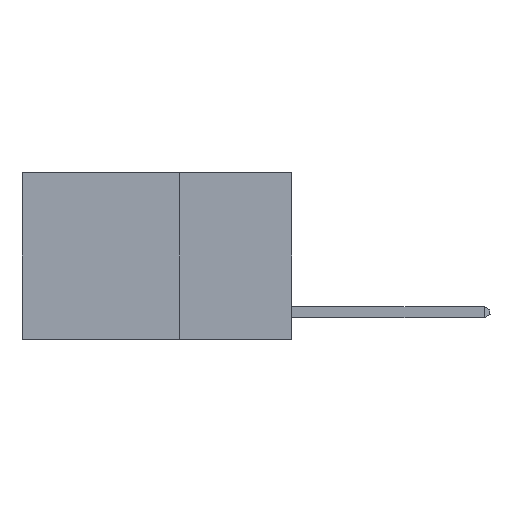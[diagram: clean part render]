
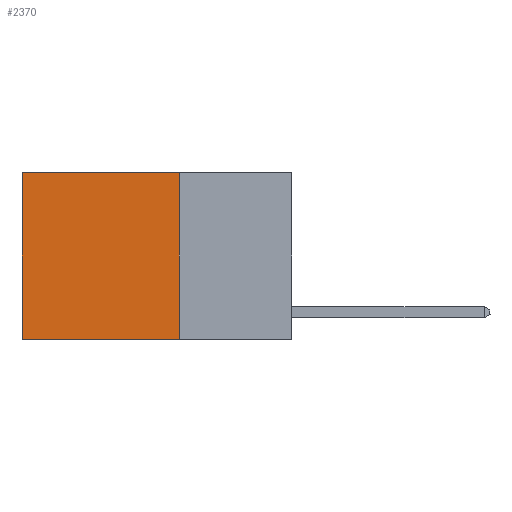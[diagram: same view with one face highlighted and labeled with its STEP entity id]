
A CAD part, left-side view. The second image highlights one B-rep face of the part: STEP entity #2370.
In plain terms, the highlighted planar face has unit normal (-1, 0, 0).
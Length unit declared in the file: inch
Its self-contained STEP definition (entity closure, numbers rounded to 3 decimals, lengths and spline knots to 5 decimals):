
#9 = DIRECTION ( 'NONE',  ( 0., 0., -1. ) ) ;
#1224 = CARTESIAN_POINT ( 'NONE',  ( 0.2625, 0.25, 0. ) ) ;
#2051 = CARTESIAN_POINT ( 'NONE',  ( 0.2625, 0.25, 0. ) ) ;
#2060 = VERTEX_POINT ( 'NONE', #2538 ) ;
#2370 = ADVANCED_FACE ( 'NONE', ( #4094 ), #6250, .F. ) ;
#2538 = CARTESIAN_POINT ( 'NONE',  ( 0.2625, 0.6, -0.37 ) ) ;
#3511 = VERTEX_POINT ( 'NONE', #5672 ) ;
#3543 = EDGE_LOOP ( 'NONE', ( #7280, #8984, #11697, #6572 ) ) ;
#3605 = AXIS2_PLACEMENT_3D ( 'NONE', #2051, #10331, #10135 ) ;
#4029 = DIRECTION ( 'NONE',  ( 0., 0., -1. ) ) ;
#4094 = FACE_OUTER_BOUND ( 'NONE', #3543, .T. ) ;
#4301 = VECTOR ( 'NONE', #4029, 39.37008 ) ;
#4561 = CARTESIAN_POINT ( 'NONE',  ( 0.2625, 0.25, 0. ) ) ;
#4914 = CARTESIAN_POINT ( 'NONE',  ( 0.2625, 0.6, 0. ) ) ;
#5106 = CARTESIAN_POINT ( 'NONE',  ( 0.2625, 0.6, 0. ) ) ;
#5544 = VERTEX_POINT ( 'NONE', #8274 ) ;
#5672 = CARTESIAN_POINT ( 'NONE',  ( 0.2625, 0.25, 0. ) ) ;
#5674 = LINE ( 'NONE', #11669, #9754 ) ;
#6250 = PLANE ( 'NONE',  #3605 ) ;
#6267 = VECTOR ( 'NONE', #8665, 39.37008 ) ;
#6572 = ORIENTED_EDGE ( 'NONE', *, *, #10007, .T. ) ;
#7062 = VERTEX_POINT ( 'NONE', #4914 ) ;
#7142 = EDGE_CURVE ( 'NONE', #7062, #2060, #11104, .T. ) ;
#7280 = ORIENTED_EDGE ( 'NONE', *, *, #7142, .T. ) ;
#8274 = CARTESIAN_POINT ( 'NONE',  ( 0.2625, 0.25, -0.37 ) ) ;
#8304 = LINE ( 'NONE', #1224, #11212 ) ;
#8665 = DIRECTION ( 'NONE',  ( 0., 1., 0. ) ) ;
#8984 = ORIENTED_EDGE ( 'NONE', *, *, #12093, .F. ) ;
#9754 = VECTOR ( 'NONE', #11730, 39.37008 ) ;
#10007 = EDGE_CURVE ( 'NONE', #3511, #7062, #11566, .T. ) ;
#10135 = DIRECTION ( 'NONE',  ( 0., 0., -1. ) ) ;
#10331 = DIRECTION ( 'NONE',  ( 1., 0., 0. ) ) ;
#11104 = LINE ( 'NONE', #5106, #4301 ) ;
#11212 = VECTOR ( 'NONE', #9, 39.37008 ) ;
#11566 = LINE ( 'NONE', #4561, #6267 ) ;
#11669 = CARTESIAN_POINT ( 'NONE',  ( 0.2625, 0.25, -0.37 ) ) ;
#11697 = ORIENTED_EDGE ( 'NONE', *, *, #13013, .F. ) ;
#11730 = DIRECTION ( 'NONE',  ( 0., 1., 0. ) ) ;
#12093 = EDGE_CURVE ( 'NONE', #5544, #2060, #5674, .T. ) ;
#13013 = EDGE_CURVE ( 'NONE', #3511, #5544, #8304, .T. ) ;
